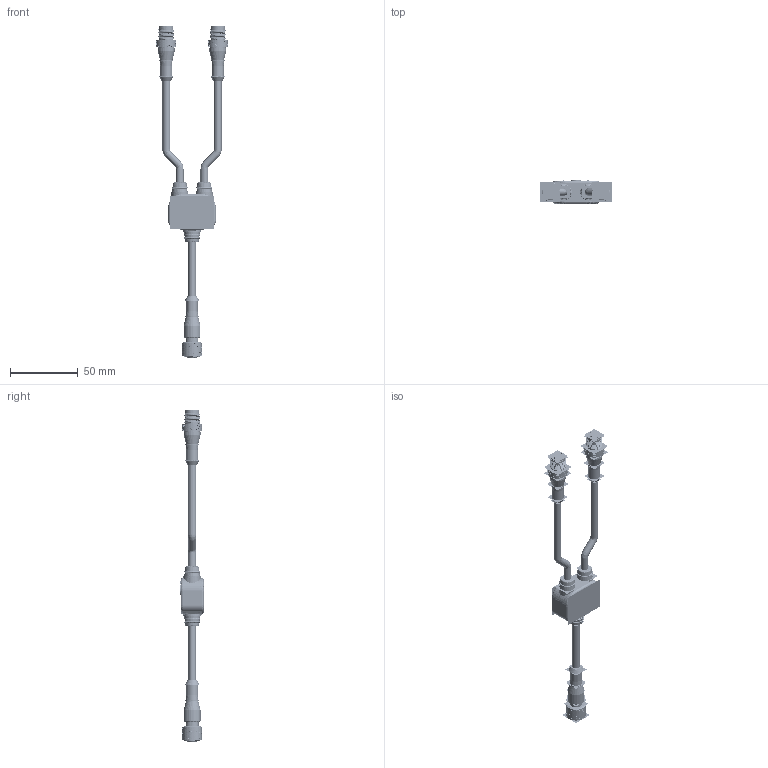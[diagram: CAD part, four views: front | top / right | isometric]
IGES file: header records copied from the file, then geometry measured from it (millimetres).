
Start section:  PTC IGES file: 217557.igs
Global section: file name: 217557.igs; native system: Creo Parametric by PTC Inc.; preprocessor: 2019292; author: PDMAdmin; organization: Unknown; date: 20200507.102939; units: millimetre
Bounding box: 52.56 x 17.34 x 244.46 mm (x, y, z)
Volume: 31521.3 mm3; surface area: 544997.1 mm2
Topology: 27 solids, 99 shells, 16686 faces, 74946 edges, 90034 vertices
Faces by surface type: bspline 12324, revolution 4362
